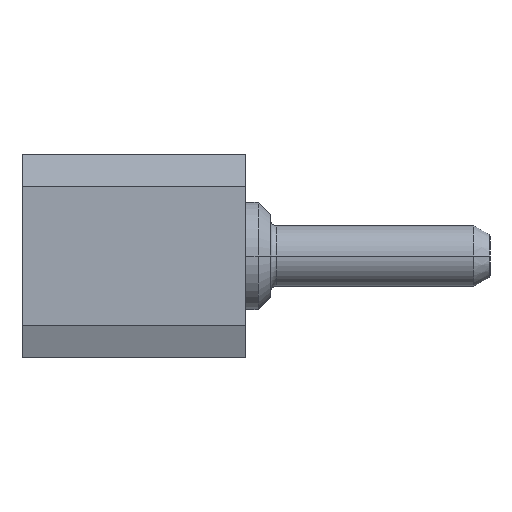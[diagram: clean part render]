
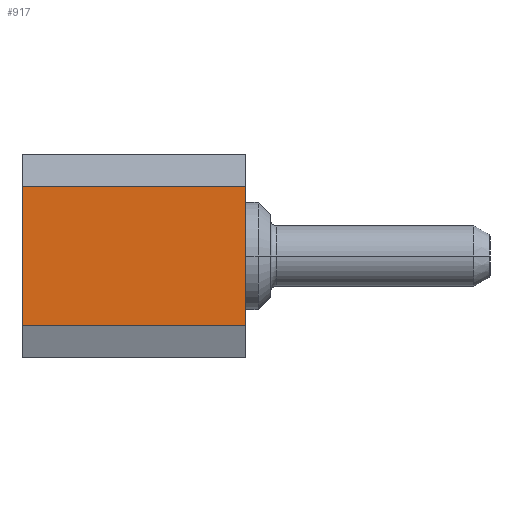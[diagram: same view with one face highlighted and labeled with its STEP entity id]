
A CAD part, left-side view. The second image highlights one B-rep face of the part: STEP entity #917.
In plain terms, the highlighted planar face has unit normal (-1, 0, 0).
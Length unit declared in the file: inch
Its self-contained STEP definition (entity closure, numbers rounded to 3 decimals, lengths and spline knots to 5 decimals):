
#21 = DIRECTION ( 'NONE',  ( 0., 0., 1. ) ) ;
#116 = VERTEX_POINT ( 'NONE', #256 ) ;
#256 = CARTESIAN_POINT ( 'NONE',  ( -0.01203, -0.11, -0.08425 ) ) ;
#442 = CARTESIAN_POINT ( 'NONE',  ( -0.01203, 0., -0.01575 ) ) ;
#499 = DIRECTION ( 'NONE',  ( -1., 0., 0. ) ) ;
#654 = ORIENTED_EDGE ( 'NONE', *, *, #4069, .F. ) ;
#829 = CARTESIAN_POINT ( 'NONE',  ( -0.01203, -0.11, -0.01575 ) ) ;
#856 = DIRECTION ( 'NONE',  ( 0., 0., 1. ) ) ;
#917 = ADVANCED_FACE ( 'NONE', ( #3905 ), #3586, .T. ) ;
#966 = ORIENTED_EDGE ( 'NONE', *, *, #2361, .T. ) ;
#1063 = CARTESIAN_POINT ( 'NONE',  ( -0.01203, -0.11, -0.08425 ) ) ;
#1073 = CARTESIAN_POINT ( 'NONE',  ( -0.01203, -0.11, -0.01575 ) ) ;
#1097 = VECTOR ( 'NONE', #1458, 39.37008 ) ;
#1308 = VERTEX_POINT ( 'NONE', #442 ) ;
#1395 = AXIS2_PLACEMENT_3D ( 'NONE', #2737, #499, #856 ) ;
#1458 = DIRECTION ( 'NONE',  ( 0., 0., 1. ) ) ;
#1483 = VECTOR ( 'NONE', #1969, 39.37008 ) ;
#1723 = CARTESIAN_POINT ( 'NONE',  ( -0.01203, -0.11, -0.08425 ) ) ;
#1969 = DIRECTION ( 'NONE',  ( 0., 1., 0. ) ) ;
#1979 = EDGE_CURVE ( 'NONE', #2254, #1308, #3089, .T. ) ;
#2208 = VECTOR ( 'NONE', #2398, 39.37008 ) ;
#2254 = VERTEX_POINT ( 'NONE', #1073 ) ;
#2361 = EDGE_CURVE ( 'NONE', #116, #2254, #4867, .T. ) ;
#2398 = DIRECTION ( 'NONE',  ( 0., 1., 0. ) ) ;
#2608 = CARTESIAN_POINT ( 'NONE',  ( -0.01203, 0., -0.08425 ) ) ;
#2737 = CARTESIAN_POINT ( 'NONE',  ( -0.01203, -0.11, -0.08425 ) ) ;
#2795 = ORIENTED_EDGE ( 'NONE', *, *, #4042, .F. ) ;
#3086 = ORIENTED_EDGE ( 'NONE', *, *, #1979, .T. ) ;
#3089 = LINE ( 'NONE', #829, #1483 ) ;
#3267 = LINE ( 'NONE', #1723, #2208 ) ;
#3441 = CARTESIAN_POINT ( 'NONE',  ( -0.01203, 0., -0.08425 ) ) ;
#3586 = PLANE ( 'NONE',  #1395 ) ;
#3603 = VERTEX_POINT ( 'NONE', #2608 ) ;
#3905 = FACE_OUTER_BOUND ( 'NONE', #4223, .T. ) ;
#4042 = EDGE_CURVE ( 'NONE', #3603, #1308, #4163, .T. ) ;
#4069 = EDGE_CURVE ( 'NONE', #116, #3603, #3267, .T. ) ;
#4163 = LINE ( 'NONE', #3441, #4361 ) ;
#4223 = EDGE_LOOP ( 'NONE', ( #2795, #654, #966, #3086 ) ) ;
#4361 = VECTOR ( 'NONE', #21, 39.37008 ) ;
#4867 = LINE ( 'NONE', #1063, #1097 ) ;
